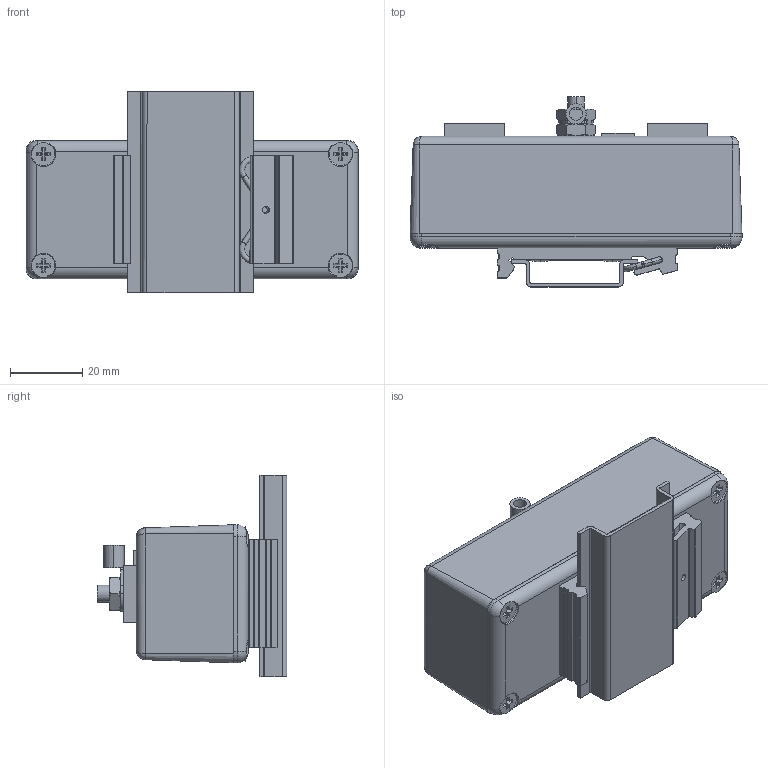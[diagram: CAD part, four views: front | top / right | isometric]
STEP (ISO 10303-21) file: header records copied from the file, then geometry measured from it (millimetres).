
FILE_DESCRIPTION (( 'STEP AP214' ), '1' );
FILE_NAME ('PI-1C6-AFB-DN_3D.STEP', '2020-03-18T16:52:38', ( '' ), ( '' ), 'SwSTEP 2.0', 'SolidWorks 2018', '' );
FILE_SCHEMA (( 'AUTOMOTIVE_DESIGN' ));
Length unit declared in the file: inch
Products named in the file (14): PI-1C6-AFB-DN_3D; 1AY06-083_1AY06-082; BTD-CAT6 P1-MA2; XFN-0003; DIN-MNT30_demo; XCT-0005; DIN3 rail; 1AY06-083-MA2_1AY06-082-MA2; 1AT02-015; BTD-CAT6 P1-MA4; 1AY06-083-MA1_1AY06-082-MA1; 1-8_ PopR_Head; XFS-0039; BTD-CAT6 P1-MA3
Assembly tree (19 placements, depth 4):
  PI-1C6-AFB-DN_3D
    1AT02-015
    BTD-CAT6 P1-MA2
    BTD-CAT6 P1-MA4  x2
    XFN-0003  x2
    XCT-0005
    BTD-CAT6 P1-MA3
    XFS-0039  x4
    DIN-MNT30_demo
      DIN3 rail
      1AY06-083_1AY06-082
        1AY06-083-MA1_1AY06-082-MA1
        1AY06-083-MA2_1AY06-082-MA2
    1-8_ PopR_Head  x2
Bounding box: 92.2 x 52.76 x 55.9 mm (x, y, z)
Volume: 107493.5 mm3; surface area: 41279 mm2
Topology: 17 solids, 17 shells, 966 faces, 2203 edges, 1295 vertices
Faces by surface type: cone 518, plane 317, cylinder 106, torus 16, sphere 5, bspline 4
Entity records: 21883 total; most frequent: CARTESIAN_POINT 5248, DIRECTION 2631, ORIENTED_EDGE 2436, EDGE_CURVE 1218, AXIS2_PLACEMENT_3D 954, VERTEX_POINT 753, LINE 723, VECTOR 723
